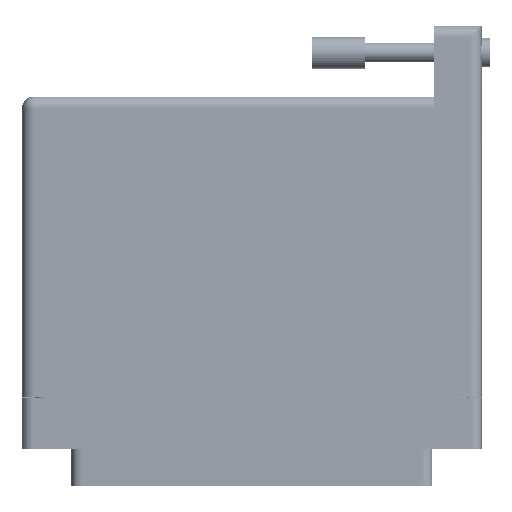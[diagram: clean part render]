
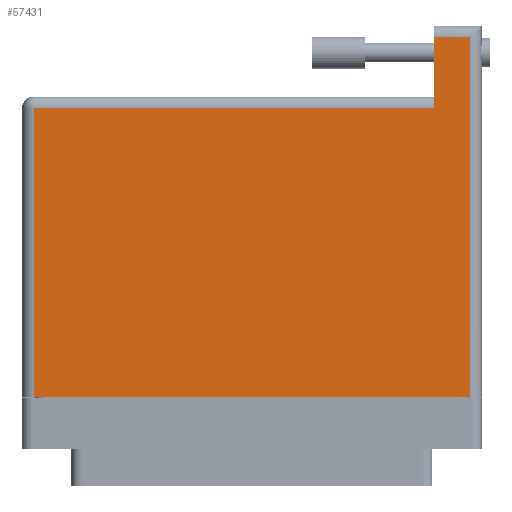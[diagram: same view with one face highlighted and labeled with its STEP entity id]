
A CAD part, front view. The second image highlights one B-rep face of the part: STEP entity #57431.
In plain terms, the highlighted face is planar.
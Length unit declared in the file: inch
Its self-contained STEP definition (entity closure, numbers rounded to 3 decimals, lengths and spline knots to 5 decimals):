
#1322 = ORIENTED_EDGE ( 'NONE', *, *, #69899, .T. ) ;
#4537 = ORIENTED_EDGE ( 'NONE', *, *, #67256, .T. ) ;
#5897 = CARTESIAN_POINT ( 'NONE',  ( 1.079, 1.605, 0.617 ) ) ;
#7616 = AXIS2_PLACEMENT_3D ( 'NONE', #31053, #59897, #20083 ) ;
#10315 = VECTOR ( 'NONE', #70582, 39.37008 ) ;
#11667 = VECTOR ( 'NONE', #13502, 39.37008 ) ;
#12973 = EDGE_CURVE ( 'NONE', #37321, #47672, #66985, .T. ) ;
#12981 = VERTEX_POINT ( 'NONE', #61734 ) ;
#13502 = DIRECTION ( 'NONE',  ( 0., -1., 0. ) ) ;
#13723 = LINE ( 'NONE', #65781, #18132 ) ;
#18132 = VECTOR ( 'NONE', #32658, 39.37008 ) ;
#19088 = EDGE_CURVE ( 'NONE', #12981, #69295, #26857, .T. ) ;
#20083 = DIRECTION ( 'NONE',  ( -1., 0., 0. ) ) ;
#23774 = EDGE_CURVE ( 'NONE', #56240, #12981, #13723, .T. ) ;
#24053 = FACE_OUTER_BOUND ( 'NONE', #53075, .T. ) ;
#25859 = DIRECTION ( 'NONE',  ( 0., 1., 0. ) ) ;
#26857 = LINE ( 'NONE', #59795, #11667 ) ;
#26883 = EDGE_CURVE ( 'NONE', #69295, #37321, #27283, .T. ) ;
#27269 = DIRECTION ( 'NONE',  ( 1., 0., 0. ) ) ;
#27283 = LINE ( 'NONE', #47698, #10315 ) ;
#27913 = CARTESIAN_POINT ( 'NONE',  ( -1.289, -0.1, 0.617 ) ) ;
#30087 = ORIENTED_EDGE ( 'NONE', *, *, #23774, .T. ) ;
#31001 = CARTESIAN_POINT ( 'NONE',  ( -1.359, -0.1, 0.617 ) ) ;
#31053 = CARTESIAN_POINT ( 'NONE',  ( -1.359, 1.675, 0.617 ) ) ;
#32029 = CARTESIAN_POINT ( 'NONE',  ( 1.289, 2.025, 0.617 ) ) ;
#32658 = DIRECTION ( 'NONE',  ( -1., 0., 0. ) ) ;
#32832 = VERTEX_POINT ( 'NONE', #40571 ) ;
#37321 = VERTEX_POINT ( 'NONE', #59732 ) ;
#37672 = VECTOR ( 'NONE', #67707, 39.37008 ) ;
#37739 = ORIENTED_EDGE ( 'NONE', *, *, #19088, .T. ) ;
#40571 = CARTESIAN_POINT ( 'NONE',  ( 1.289, -0.1, 0.617 ) ) ;
#47672 = VERTEX_POINT ( 'NONE', #71899 ) ;
#47698 = CARTESIAN_POINT ( 'NONE',  ( -1.359, 1.605, 0.617 ) ) ;
#48473 = PLANE ( 'NONE',  #7616 ) ;
#53075 = EDGE_LOOP ( 'NONE', ( #61922, #61256, #4537, #1322, #30087, #37739 ) ) ;
#54220 = CARTESIAN_POINT ( 'NONE',  ( 1.289, 2.095, 0.617 ) ) ;
#56240 = VERTEX_POINT ( 'NONE', #32029 ) ;
#57431 = ADVANCED_FACE ( 'NONE', ( #24053 ), #48473, .F. ) ;
#59732 = CARTESIAN_POINT ( 'NONE',  ( -1.289, 1.605, 0.617 ) ) ;
#59795 = CARTESIAN_POINT ( 'NONE',  ( 1.079, 2.095, 0.617 ) ) ;
#59897 = DIRECTION ( 'NONE',  ( 0., 0., -1. ) ) ;
#60806 = LINE ( 'NONE', #31001, #68762 ) ;
#61256 = ORIENTED_EDGE ( 'NONE', *, *, #12973, .T. ) ;
#61734 = CARTESIAN_POINT ( 'NONE',  ( 1.079, 2.025, 0.617 ) ) ;
#61922 = ORIENTED_EDGE ( 'NONE', *, *, #26883, .T. ) ;
#63902 = LINE ( 'NONE', #54220, #70132 ) ;
#65781 = CARTESIAN_POINT ( 'NONE',  ( -1.359, 2.025, 0.617 ) ) ;
#66985 = LINE ( 'NONE', #27913, #37672 ) ;
#67256 = EDGE_CURVE ( 'NONE', #47672, #32832, #60806, .T. ) ;
#67707 = DIRECTION ( 'NONE',  ( 0., -1., 0. ) ) ;
#68762 = VECTOR ( 'NONE', #27269, 39.37008 ) ;
#69295 = VERTEX_POINT ( 'NONE', #5897 ) ;
#69899 = EDGE_CURVE ( 'NONE', #32832, #56240, #63902, .T. ) ;
#70132 = VECTOR ( 'NONE', #25859, 39.37008 ) ;
#70582 = DIRECTION ( 'NONE',  ( -1., 0., 0. ) ) ;
#71899 = CARTESIAN_POINT ( 'NONE',  ( -1.289, -0.1, 0.617 ) ) ;
